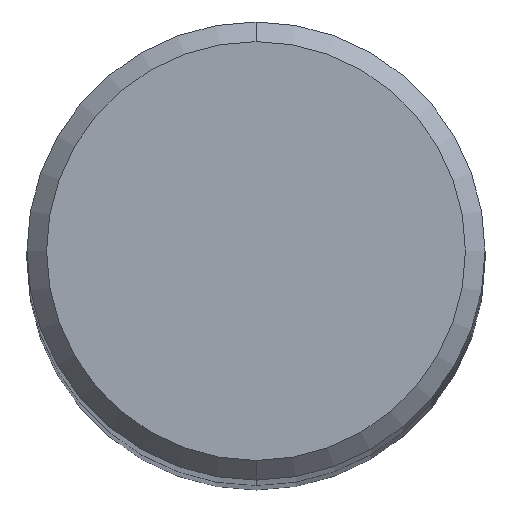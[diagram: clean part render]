
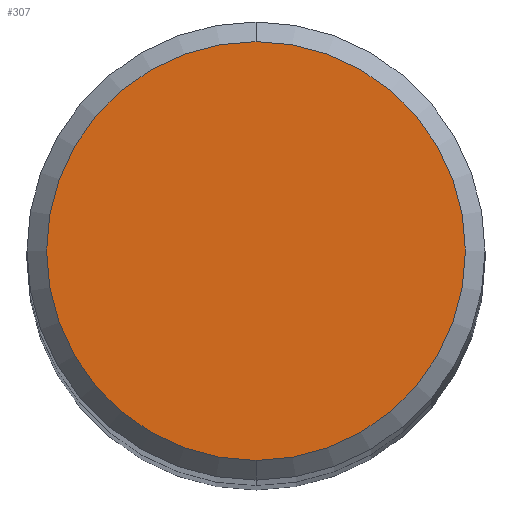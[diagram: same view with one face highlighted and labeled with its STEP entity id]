
A CAD part, top view. The second image highlights one B-rep face of the part: STEP entity #307.
In plain terms, the highlighted planar face has unit normal (0, 0, 1).
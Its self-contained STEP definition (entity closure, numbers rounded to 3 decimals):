
#209=VERTEX_POINT('',#488);
#291=EDGE_CURVE('',#209,#393,#578,.T.);
#307=ADVANCED_FACE('',(#596),#597,.T.);
#349=EDGE_CURVE('',#393,#209,#643,.T.);
#393=VERTEX_POINT('',#693);
#488=CARTESIAN_POINT('',(0.0,6.4,0.0));
#578=CIRCLE('',#1022,6.4);
#596=FACE_OUTER_BOUND('',#1056,.T.);
#597=PLANE('',#1057);
#643=CIRCLE('',#1193,6.4);
#693=CARTESIAN_POINT('',(0.,-6.4,0.0));
#1022=AXIS2_PLACEMENT_3D('',#1515,#1516,#1517);
#1056=EDGE_LOOP('',(#1546,#1547));
#1057=AXIS2_PLACEMENT_3D('',#1548,#1549,#1550);
#1193=AXIS2_PLACEMENT_3D('',#1593,#1594,#1595);
#1515=CARTESIAN_POINT('',(0.0,0.0,0.0));
#1516=DIRECTION('',(0.0,0.0,-1.0));
#1517=DIRECTION('',(0.0,1.0,0.0));
#1546=ORIENTED_EDGE('',*,*,#291,.F.);
#1547=ORIENTED_EDGE('',*,*,#349,.F.);
#1548=CARTESIAN_POINT('',(0.0,3.2,0.0));
#1549=DIRECTION('',(-0.0,0.0,1.0));
#1550=DIRECTION('',(0.0,-1.0,0.0));
#1593=CARTESIAN_POINT('',(0.0,0.0,0.0));
#1594=DIRECTION('',(0.0,0.0,-1.0));
#1595=DIRECTION('',(0.0,1.0,0.0));
